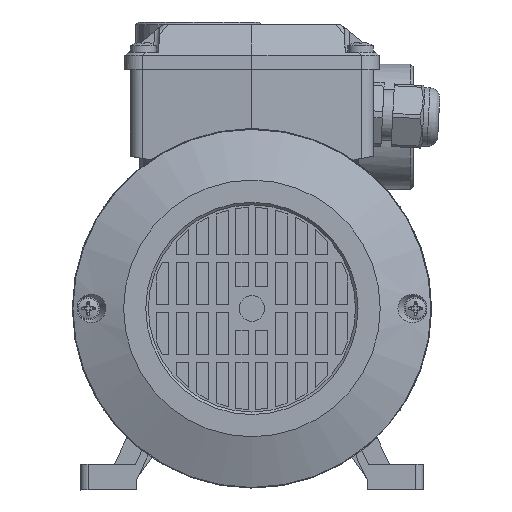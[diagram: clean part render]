
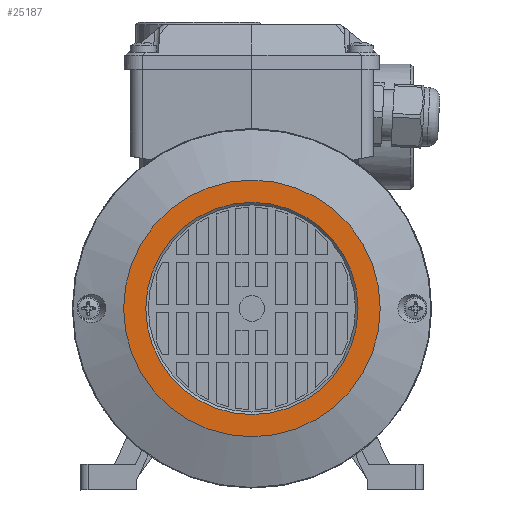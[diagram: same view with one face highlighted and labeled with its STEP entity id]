
A CAD part, left-side view. The second image highlights one B-rep face of the part: STEP entity #25187.
In plain terms, the highlighted planar face has unit normal (-1, 0, 0).
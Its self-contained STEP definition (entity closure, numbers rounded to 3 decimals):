
#24948=CARTESIAN_POINT('',(-188.5,50.178,0.));
#24949=VERTEX_POINT('',#24948);
#24950=CARTESIAN_POINT('',(-188.5,-50.178,0.));
#24951=VERTEX_POINT('',#24950);
#24952=CARTESIAN_POINT('',(-188.5,0.,0.));
#24953=DIRECTION('',(-1.0,0.,0.));
#24954=DIRECTION('',(0.,-1.0,0.));
#24955=AXIS2_PLACEMENT_3D('',#24952,#24953,#24954);
#24956=CIRCLE('',#24955,50.178);
#24957=EDGE_CURVE('',#24949,#24951,#24956,.T.);
#24959=CARTESIAN_POINT('',(-188.5,0.,0.));
#24960=DIRECTION('',(-1.0,0.,0.));
#24961=DIRECTION('',(0.,-1.0,0.));
#24962=AXIS2_PLACEMENT_3D('',#24959,#24960,#24961);
#24963=CIRCLE('',#24962,50.178);
#24964=EDGE_CURVE('',#24951,#24949,#24963,.T.);
#25158=CARTESIAN_POINT('',(-188.5,-100.357,-100.357));
#25159=DIRECTION('',(-1.0,0.0,0.0));
#25160=DIRECTION('',(0.0,0.,1.0));
#25161=AXIS2_PLACEMENT_3D('',#25158,#25159,#25160);
#25162=PLANE('',#25161);
#25163=ORIENTED_EDGE('',*,*,#24964,.T.);
#25164=ORIENTED_EDGE('',*,*,#24957,.T.);
#25165=EDGE_LOOP('',(#25163,#25164));
#25166=FACE_OUTER_BOUND('',#25165,.T.);
#25167=CARTESIAN_POINT('',(-188.5,41.5,0.));
#25168=VERTEX_POINT('',#25167);
#25169=CARTESIAN_POINT('',(-188.5,-41.5,0.));
#25170=VERTEX_POINT('',#25169);
#25171=CARTESIAN_POINT('',(-188.5,0.,0.));
#25172=DIRECTION('',(-1.0,0.,0.));
#25173=DIRECTION('',(0.,-1.0,0.));
#25174=AXIS2_PLACEMENT_3D('',#25171,#25172,#25173);
#25175=CIRCLE('',#25174,41.5);
#25176=EDGE_CURVE('',#25168,#25170,#25175,.T.);
#25177=ORIENTED_EDGE('',*,*,#25176,.F.);
#25178=CARTESIAN_POINT('',(-188.5,0.,0.));
#25179=DIRECTION('',(-1.0,0.,0.));
#25180=DIRECTION('',(0.,-1.0,0.));
#25181=AXIS2_PLACEMENT_3D('',#25178,#25179,#25180);
#25182=CIRCLE('',#25181,41.5);
#25183=EDGE_CURVE('',#25170,#25168,#25182,.T.);
#25184=ORIENTED_EDGE('',*,*,#25183,.F.);
#25185=EDGE_LOOP('',(#25177,#25184));
#25186=FACE_BOUND('',#25185,.T.);
#25187=ADVANCED_FACE('',(#25166,#25186),#25162,.T.);
